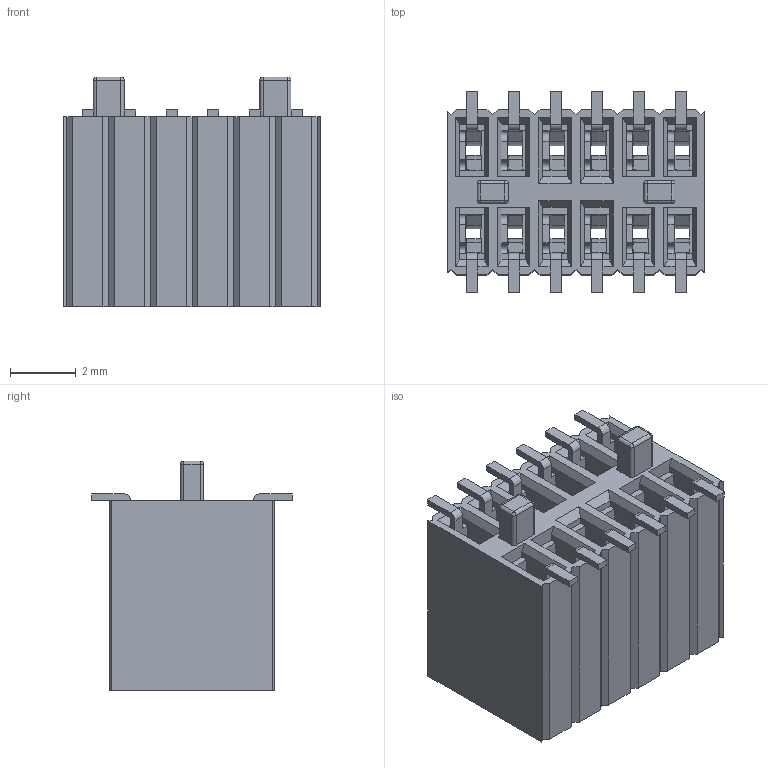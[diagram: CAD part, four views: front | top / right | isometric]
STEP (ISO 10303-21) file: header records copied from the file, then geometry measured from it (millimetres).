
FILE_DESCRIPTION(/* description */ (''),/* implementation_level */ '2;1');
FILE_NAME(/* name */ '7110-012-3-xx-10-xx.stp',/* time_stamp */ '2025-07-14T10:18:58+02:00',/* author */ ('andreas.larin'),/* organization */ (''),/* preprocessor_version */ 'ST-DEVELOPER v20',/* originating_system */ 'Autodesk Inventor 2025',/* authorisation */ '');
FILE_SCHEMA (('AUTOMOTIVE_DESIGN { 1 0 10303 214 3 1 1 }'));
Length unit declared in the file: millimetre
Products named in the file (1): 7110-012-3-xx-10-xx
Bounding box: 7.82 x 6.1 x 7 mm (x, y, z)
Volume: 168 mm3; surface area: 798.4 mm2
Topology: 13 solids, 13 shells, 1018 faces, 2742 edges, 1756 vertices
Faces by surface type: plane 694, cylinder 292, bspline 24, sphere 8
Entity records: 32663 total; most frequent: CARTESIAN_POINT 7069, ORIENTED_EDGE 5468, DIRECTION 5068, EDGE_CURVE 2734, LINE 2102, VECTOR 2102, VERTEX_POINT 1756, AXIS2_PLACEMENT_3D 1483
